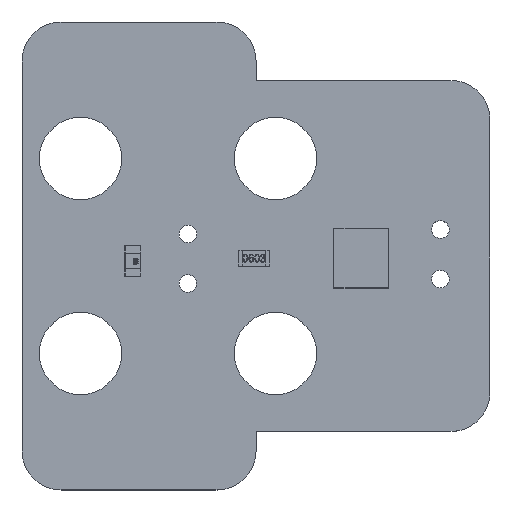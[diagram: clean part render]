
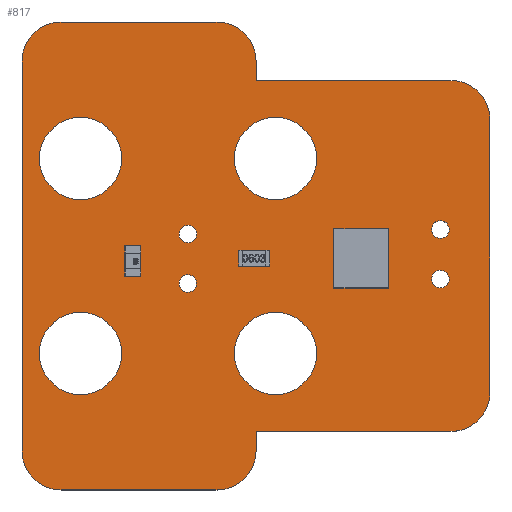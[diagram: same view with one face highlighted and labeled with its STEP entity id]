
A CAD part, top view. The second image highlights one B-rep face of the part: STEP entity #817.
In plain terms, the highlighted planar face has unit normal (0, 0, 1).
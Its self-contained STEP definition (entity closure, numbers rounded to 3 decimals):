
#68 = VERTEX_POINT('',#69);
#69 = CARTESIAN_POINT('',(83.471,67.665,0.411));
#75 = EDGE_CURVE('',#68,#76,#78,.T.);
#76 = VERTEX_POINT('',#77);
#77 = CARTESIAN_POINT('',(85.471,65.665,0.411));
#78 = CIRCLE('',#79,2.001);
#79 = AXIS2_PLACEMENT_3D('',#80,#81,#82);
#80 = CARTESIAN_POINT('',(85.472,67.666,0.411));
#81 = DIRECTION('',(0.,0.,1.));
#82 = DIRECTION('',(-1.,0.,0.));
#108 = EDGE_CURVE('',#76,#109,#111,.T.);
#109 = VERTEX_POINT('',#110);
#110 = CARTESIAN_POINT('',(93.471,65.665,0.411));
#111 = LINE('',#112,#113);
#112 = CARTESIAN_POINT('',(85.471,65.665,0.411));
#113 = VECTOR('',#114,1.);
#114 = DIRECTION('',(1.,0.,0.));
#139 = EDGE_CURVE('',#109,#140,#142,.T.);
#140 = VERTEX_POINT('',#141);
#141 = CARTESIAN_POINT('',(95.471,67.665,0.411));
#142 = CIRCLE('',#143,2.001);
#143 = AXIS2_PLACEMENT_3D('',#144,#145,#146);
#144 = CARTESIAN_POINT('',(93.47,67.666,0.411));
#145 = DIRECTION('',(0.,0.,1.));
#146 = DIRECTION('',(0.,-1.,0.));
#172 = EDGE_CURVE('',#140,#173,#175,.T.);
#173 = VERTEX_POINT('',#174);
#174 = CARTESIAN_POINT('',(95.471,68.665,0.411));
#175 = LINE('',#176,#177);
#176 = CARTESIAN_POINT('',(95.471,67.665,0.411));
#177 = VECTOR('',#178,1.);
#178 = DIRECTION('',(0.,1.,0.));
#203 = EDGE_CURVE('',#173,#204,#206,.T.);
#204 = VERTEX_POINT('',#205);
#205 = CARTESIAN_POINT('',(105.471,68.665,0.411));
#206 = LINE('',#207,#208);
#207 = CARTESIAN_POINT('',(95.471,68.665,0.411));
#208 = VECTOR('',#209,1.);
#209 = DIRECTION('',(1.,0.,0.));
#234 = EDGE_CURVE('',#204,#235,#237,.T.);
#235 = VERTEX_POINT('',#236);
#236 = CARTESIAN_POINT('',(107.471,70.665,0.411));
#237 = CIRCLE('',#238,2.001);
#238 = AXIS2_PLACEMENT_3D('',#239,#240,#241);
#239 = CARTESIAN_POINT('',(105.47,70.666,0.411));
#240 = DIRECTION('',(0.,0.,1.));
#241 = DIRECTION('',(0.,-1.,0.));
#267 = EDGE_CURVE('',#235,#268,#270,.T.);
#268 = VERTEX_POINT('',#269);
#269 = CARTESIAN_POINT('',(107.471,84.665,0.411));
#270 = LINE('',#271,#272);
#271 = CARTESIAN_POINT('',(107.471,70.665,0.411));
#272 = VECTOR('',#273,1.);
#273 = DIRECTION('',(0.,1.,0.));
#298 = EDGE_CURVE('',#268,#299,#301,.T.);
#299 = VERTEX_POINT('',#300);
#300 = CARTESIAN_POINT('',(105.471,86.665,0.411));
#301 = CIRCLE('',#302,1.999);
#302 = AXIS2_PLACEMENT_3D('',#303,#304,#305);
#303 = CARTESIAN_POINT('',(105.472,84.666,0.411));
#304 = DIRECTION('',(0.,0.,1.));
#305 = DIRECTION('',(1.,0.,0.));
#331 = EDGE_CURVE('',#299,#332,#334,.T.);
#332 = VERTEX_POINT('',#333);
#333 = CARTESIAN_POINT('',(95.471,86.665,0.411));
#334 = LINE('',#335,#336);
#335 = CARTESIAN_POINT('',(105.471,86.665,0.411));
#336 = VECTOR('',#337,1.);
#337 = DIRECTION('',(-1.,0.,0.));
#362 = EDGE_CURVE('',#332,#363,#365,.T.);
#363 = VERTEX_POINT('',#364);
#364 = CARTESIAN_POINT('',(95.471,87.665,0.411));
#365 = LINE('',#366,#367);
#366 = CARTESIAN_POINT('',(95.471,86.665,0.411));
#367 = VECTOR('',#368,1.);
#368 = DIRECTION('',(0.,1.,0.));
#393 = EDGE_CURVE('',#363,#394,#396,.T.);
#394 = VERTEX_POINT('',#395);
#395 = CARTESIAN_POINT('',(93.471,89.665,0.411));
#396 = CIRCLE('',#397,1.999);
#397 = AXIS2_PLACEMENT_3D('',#398,#399,#400);
#398 = CARTESIAN_POINT('',(93.472,87.666,0.411));
#399 = DIRECTION('',(0.,0.,1.));
#400 = DIRECTION('',(1.,0.,0.));
#426 = EDGE_CURVE('',#394,#427,#429,.T.);
#427 = VERTEX_POINT('',#428);
#428 = CARTESIAN_POINT('',(85.471,89.665,0.411));
#429 = LINE('',#430,#431);
#430 = CARTESIAN_POINT('',(93.471,89.665,0.411));
#431 = VECTOR('',#432,1.);
#432 = DIRECTION('',(-1.,0.,0.));
#457 = EDGE_CURVE('',#427,#458,#460,.T.);
#458 = VERTEX_POINT('',#459);
#459 = CARTESIAN_POINT('',(83.471,87.665,0.411));
#460 = CIRCLE('',#461,1.999);
#461 = AXIS2_PLACEMENT_3D('',#462,#463,#464);
#462 = CARTESIAN_POINT('',(85.47,87.666,0.411));
#463 = DIRECTION('',(0.,0.,1.));
#464 = DIRECTION('',(0.,1.,0.));
#490 = EDGE_CURVE('',#458,#68,#491,.T.);
#491 = LINE('',#492,#493);
#492 = CARTESIAN_POINT('',(83.471,87.665,0.411));
#493 = VECTOR('',#494,1.);
#494 = DIRECTION('',(0.,-1.,0.));
#514 = VERTEX_POINT('',#515);
#515 = CARTESIAN_POINT('',(88.581,72.665,0.411));
#521 = EDGE_CURVE('',#514,#514,#522,.T.);
#522 = CIRCLE('',#523,2.11);
#523 = AXIS2_PLACEMENT_3D('',#524,#525,#526);
#524 = CARTESIAN_POINT('',(86.471,72.665,0.411));
#525 = DIRECTION('',(0.,0.,1.));
#526 = DIRECTION('',(1.,0.,0.));
#547 = VERTEX_POINT('',#548);
#548 = CARTESIAN_POINT('',(92.423,76.251,0.411));
#554 = EDGE_CURVE('',#547,#547,#555,.T.);
#555 = CIRCLE('',#556,0.45);
#556 = AXIS2_PLACEMENT_3D('',#557,#558,#559);
#557 = CARTESIAN_POINT('',(91.973,76.251,0.411));
#558 = DIRECTION('',(0.,0.,1.));
#559 = DIRECTION('',(1.,0.,0.));
#580 = VERTEX_POINT('',#581);
#581 = CARTESIAN_POINT('',(88.581,82.665,0.411));
#587 = EDGE_CURVE('',#580,#580,#588,.T.);
#588 = CIRCLE('',#589,2.11);
#589 = AXIS2_PLACEMENT_3D('',#590,#591,#592);
#590 = CARTESIAN_POINT('',(86.471,82.665,0.411));
#591 = DIRECTION('',(0.,0.,1.));
#592 = DIRECTION('',(1.,0.,0.));
#613 = VERTEX_POINT('',#614);
#614 = CARTESIAN_POINT('',(92.423,78.791,0.411));
#620 = EDGE_CURVE('',#613,#613,#621,.T.);
#621 = CIRCLE('',#622,0.45);
#622 = AXIS2_PLACEMENT_3D('',#623,#624,#625);
#623 = CARTESIAN_POINT('',(91.973,78.791,0.411));
#624 = DIRECTION('',(0.,0.,1.));
#625 = DIRECTION('',(1.,0.,0.));
#646 = VERTEX_POINT('',#647);
#647 = CARTESIAN_POINT('',(98.581,72.665,0.411));
#653 = EDGE_CURVE('',#646,#646,#654,.T.);
#654 = CIRCLE('',#655,2.11);
#655 = AXIS2_PLACEMENT_3D('',#656,#657,#658);
#656 = CARTESIAN_POINT('',(96.471,72.665,0.411));
#657 = DIRECTION('',(0.,0.,1.));
#658 = DIRECTION('',(1.,0.,0.));
#679 = VERTEX_POINT('',#680);
#680 = CARTESIAN_POINT('',(105.377,76.479,0.411));
#686 = EDGE_CURVE('',#679,#679,#687,.T.);
#687 = CIRCLE('',#688,0.45);
#688 = AXIS2_PLACEMENT_3D('',#689,#690,#691);
#689 = CARTESIAN_POINT('',(104.927,76.479,0.411));
#690 = DIRECTION('',(0.,0.,1.));
#691 = DIRECTION('',(1.,0.,0.));
#712 = VERTEX_POINT('',#713);
#713 = CARTESIAN_POINT('',(98.581,82.665,0.411));
#719 = EDGE_CURVE('',#712,#712,#720,.T.);
#720 = CIRCLE('',#721,2.11);
#721 = AXIS2_PLACEMENT_3D('',#722,#723,#724);
#722 = CARTESIAN_POINT('',(96.471,82.665,0.411));
#723 = DIRECTION('',(0.,0.,1.));
#724 = DIRECTION('',(1.,0.,0.));
#745 = VERTEX_POINT('',#746);
#746 = CARTESIAN_POINT('',(105.377,79.019,0.411));
#752 = EDGE_CURVE('',#745,#745,#753,.T.);
#753 = CIRCLE('',#754,0.45);
#754 = AXIS2_PLACEMENT_3D('',#755,#756,#757);
#755 = CARTESIAN_POINT('',(104.927,79.019,0.411));
#756 = DIRECTION('',(0.,0.,1.));
#757 = DIRECTION('',(1.,0.,0.));
#817 = ADVANCED_FACE('',(#818,#834,#837,#840,#843,#846,#849,#852,#855),
  #858,.F.);
#818 = FACE_BOUND('',#819,.T.);
#819 = EDGE_LOOP('',(#820,#821,#822,#823,#824,#825,#826,#827,#828,#829,
    #830,#831,#832,#833));
#820 = ORIENTED_EDGE('',*,*,#75,.T.);
#821 = ORIENTED_EDGE('',*,*,#108,.T.);
#822 = ORIENTED_EDGE('',*,*,#139,.T.);
#823 = ORIENTED_EDGE('',*,*,#172,.T.);
#824 = ORIENTED_EDGE('',*,*,#203,.T.);
#825 = ORIENTED_EDGE('',*,*,#234,.T.);
#826 = ORIENTED_EDGE('',*,*,#267,.T.);
#827 = ORIENTED_EDGE('',*,*,#298,.T.);
#828 = ORIENTED_EDGE('',*,*,#331,.T.);
#829 = ORIENTED_EDGE('',*,*,#362,.T.);
#830 = ORIENTED_EDGE('',*,*,#393,.T.);
#831 = ORIENTED_EDGE('',*,*,#426,.T.);
#832 = ORIENTED_EDGE('',*,*,#457,.T.);
#833 = ORIENTED_EDGE('',*,*,#490,.T.);
#834 = FACE_BOUND('',#835,.F.);
#835 = EDGE_LOOP('',(#836));
#836 = ORIENTED_EDGE('',*,*,#521,.T.);
#837 = FACE_BOUND('',#838,.F.);
#838 = EDGE_LOOP('',(#839));
#839 = ORIENTED_EDGE('',*,*,#554,.T.);
#840 = FACE_BOUND('',#841,.F.);
#841 = EDGE_LOOP('',(#842));
#842 = ORIENTED_EDGE('',*,*,#587,.T.);
#843 = FACE_BOUND('',#844,.F.);
#844 = EDGE_LOOP('',(#845));
#845 = ORIENTED_EDGE('',*,*,#620,.T.);
#846 = FACE_BOUND('',#847,.F.);
#847 = EDGE_LOOP('',(#848));
#848 = ORIENTED_EDGE('',*,*,#653,.T.);
#849 = FACE_BOUND('',#850,.F.);
#850 = EDGE_LOOP('',(#851));
#851 = ORIENTED_EDGE('',*,*,#686,.T.);
#852 = FACE_BOUND('',#853,.F.);
#853 = EDGE_LOOP('',(#854));
#854 = ORIENTED_EDGE('',*,*,#719,.T.);
#855 = FACE_BOUND('',#856,.F.);
#856 = EDGE_LOOP('',(#857));
#857 = ORIENTED_EDGE('',*,*,#752,.T.);
#858 = PLANE('',#859);
#859 = AXIS2_PLACEMENT_3D('',#860,#861,#862);
#860 = CARTESIAN_POINT('',(83.471,67.665,0.411));
#861 = DIRECTION('',(0.,0.,-1.));
#862 = DIRECTION('',(-1.,0.,0.));
